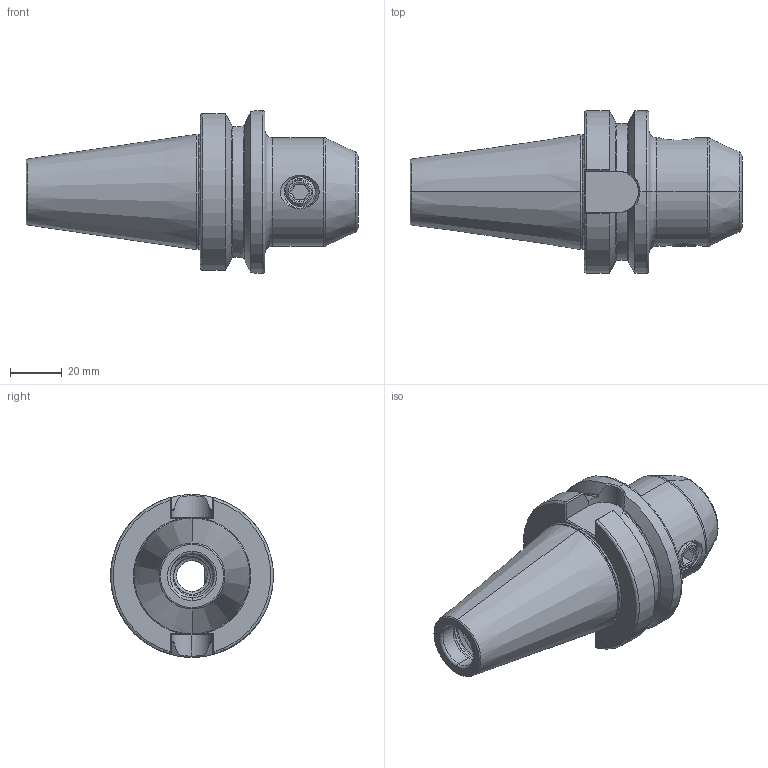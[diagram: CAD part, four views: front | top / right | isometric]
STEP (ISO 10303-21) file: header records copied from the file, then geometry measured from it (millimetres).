
FILE_DESCRIPTION (( 'STEP AP203' ), '1' );
FILE_NAME ('405.04.12.STEP', '2016-08-01T08:33:26', ( '' ), ( '' ), 'SwSTEP 2.0', 'SolidWorks 2012', '' );
FILE_SCHEMA (( 'CONFIG_CONTROL_DESIGN' ));
Length unit declared in the file: millimetre
Products named in the file (3): 405.04.12; 側固12_M12x1.75_16L
Assembly tree (2 placements, depth 2):
  405.04.12
    405.04.12
    側固12_M12x1.75_16L
Bounding box: 128.4 x 63 x 63 mm (x, y, z)
Volume: 159571.4 mm3; surface area: 30441.6 mm2
Topology: 2 solids, 2 shells, 192 faces, 503 edges, 318 vertices
Faces by surface type: cylinder 73, plane 37, cone 30, torus 28, bspline 22, sphere 2
Entity records: 17280 total; most frequent: CARTESIAN_POINT 12816, ORIENTED_EDGE 1002, DIRECTION 730, EDGE_CURVE 501, VERTEX_POINT 318, AXIS2_PLACEMENT_3D 287, EDGE_LOOP 201, FACE_OUTER_BOUND 192
